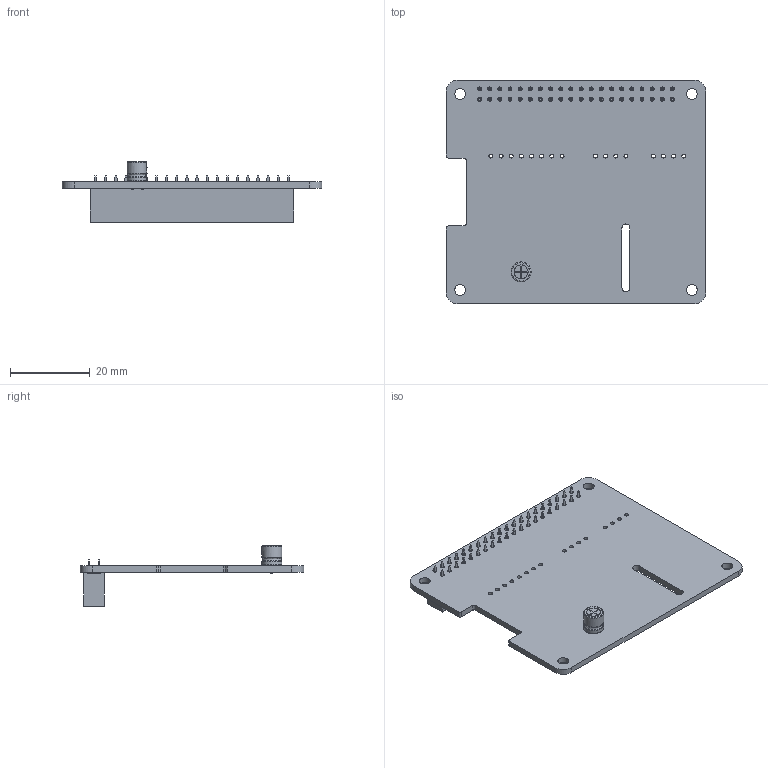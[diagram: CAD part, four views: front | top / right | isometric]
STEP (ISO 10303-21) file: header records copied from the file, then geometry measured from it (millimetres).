
FILE_DESCRIPTION(('KiCad electronic assembly'),'2;1');
FILE_NAME('SensorBoxPython.step','2025-09-04T18:41:35',('Pcbnew'),( 'Kicad'),'Open CASCADE STEP processor 7.8','KiCad to STEP converter' ,'Unknown');
FILE_SCHEMA(('AUTOMOTIVE_DESIGN { 1 0 10303 214 1 1 1 1 }'));
Length unit declared in the file: millimetre
Products named in the file (4): SensorBoxPython 1; CP_Radial_D5.0mm_P2.50mm; PinSocket_2x20_P2.54mm_Vertical; SensorBoxPython_PCB
Assembly tree (3 placements, depth 2):
  SensorBoxPython 1
    CP_Radial_D5.0mm_P2.50mm
    PinSocket_2x20_P2.54mm_Vertical
    SensorBoxPython_PCB
Bounding box: 65 x 56 x 15.18 mm (x, y, z)
Volume: 7362.4 mm3; surface area: 10256.3 mm2
Topology: 3 solids, 4 shells, 1183 faces, 3106 edges, 2013 vertices
Faces by surface type: plane 1085, cylinder 85, bspline 6, revolution 5, torus 2
Full cylindrical faces by diameter (mm): 0.5 x2, 0.8 x2, 1 x56, 2.7 x4
Entity records: 49236 total; most frequent: CARTESIAN_POINT 7001, ORIENTED_EDGE 6212, DIRECTION 5633, EDGE_CURVE 3106, LINE 2894, VECTOR 2894, VERTEX_POINT 2013, PRESENTATION_STYLE_ASSIGNMENT 1420
